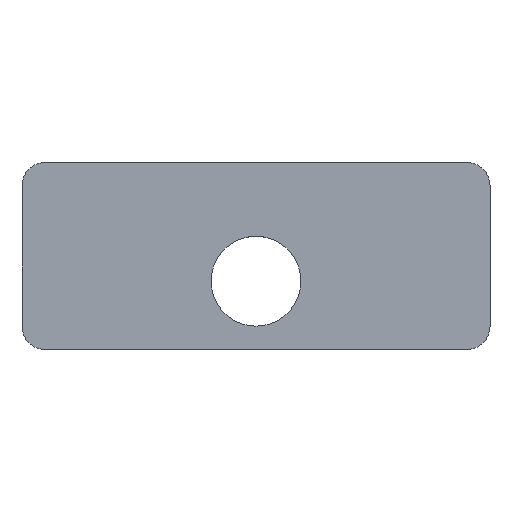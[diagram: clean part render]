
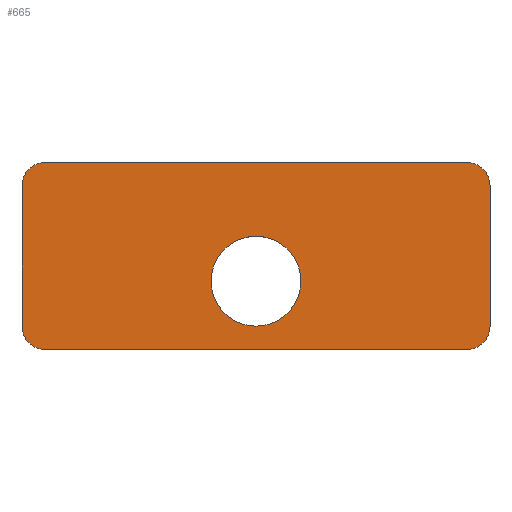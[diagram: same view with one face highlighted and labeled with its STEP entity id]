
A CAD part, top view. The second image highlights one B-rep face of the part: STEP entity #665.
In plain terms, the highlighted planar face has unit normal (0, 0, 1).
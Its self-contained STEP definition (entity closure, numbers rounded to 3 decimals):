
#251 = EDGE_CURVE('',#252,#254,#256,.T.);
#252 = VERTEX_POINT('',#253);
#253 = CARTESIAN_POINT('',(5.,0.,9.));
#254 = VERTEX_POINT('',#255);
#255 = CARTESIAN_POINT('',(95.,0.,9.));
#256 = LINE('',#257,#258);
#257 = CARTESIAN_POINT('',(0.,0.,9.));
#258 = VECTOR('',#259,1.);
#259 = DIRECTION('',(1.,0.,0.));
#348 = EDGE_CURVE('',#349,#252,#351,.T.);
#349 = VERTEX_POINT('',#350);
#350 = CARTESIAN_POINT('',(0.,5.,9.));
#351 = CIRCLE('',#352,5.);
#352 = AXIS2_PLACEMENT_3D('',#353,#354,#355);
#353 = CARTESIAN_POINT('',(5.,5.,9.));
#354 = DIRECTION('',(-0.,0.,1.));
#355 = DIRECTION('',(0.,-1.,0.));
#420 = EDGE_CURVE('',#349,#421,#423,.T.);
#421 = VERTEX_POINT('',#422);
#422 = CARTESIAN_POINT('',(0.,35.,9.));
#423 = LINE('',#424,#425);
#424 = CARTESIAN_POINT('',(0.,0.,9.));
#425 = VECTOR('',#426,1.);
#426 = DIRECTION('',(0.,1.,0.));
#446 = VERTEX_POINT('',#447);
#447 = CARTESIAN_POINT('',(5.,40.,9.));
#453 = EDGE_CURVE('',#421,#446,#454,.T.);
#454 = CIRCLE('',#455,5.);
#455 = AXIS2_PLACEMENT_3D('',#456,#457,#458);
#456 = CARTESIAN_POINT('',(5.,35.,9.));
#457 = DIRECTION('',(-0.,-0.,-1.));
#458 = DIRECTION('',(0.,-1.,0.));
#471 = VERTEX_POINT('',#472);
#472 = CARTESIAN_POINT('',(100.,5.,9.));
#478 = EDGE_CURVE('',#254,#471,#479,.T.);
#479 = CIRCLE('',#480,5.);
#480 = AXIS2_PLACEMENT_3D('',#481,#482,#483);
#481 = CARTESIAN_POINT('',(95.,5.,9.));
#482 = DIRECTION('',(-0.,0.,1.));
#483 = DIRECTION('',(0.,-1.,0.));
#496 = EDGE_CURVE('',#446,#497,#499,.T.);
#497 = VERTEX_POINT('',#498);
#498 = CARTESIAN_POINT('',(95.,40.,9.));
#499 = LINE('',#500,#501);
#500 = CARTESIAN_POINT('',(0.,40.,9.));
#501 = VECTOR('',#502,1.);
#502 = DIRECTION('',(1.,0.,0.));
#518 = EDGE_CURVE('',#471,#519,#521,.T.);
#519 = VERTEX_POINT('',#520);
#520 = CARTESIAN_POINT('',(100.,35.,9.));
#521 = LINE('',#522,#523);
#522 = CARTESIAN_POINT('',(100.,0.,9.));
#523 = VECTOR('',#524,1.);
#524 = DIRECTION('',(0.,1.,0.));
#544 = EDGE_CURVE('',#497,#519,#545,.T.);
#545 = CIRCLE('',#546,5.);
#546 = AXIS2_PLACEMENT_3D('',#547,#548,#549);
#547 = CARTESIAN_POINT('',(95.,35.,9.));
#548 = DIRECTION('',(-0.,-0.,-1.));
#549 = DIRECTION('',(0.,-1.,0.));
#665 = ADVANCED_FACE('',(#666,#676),#687,.T.);
#666 = FACE_BOUND('',#667,.T.);
#667 = EDGE_LOOP('',(#668,#669,#670,#671,#672,#673,#674,#675));
#668 = ORIENTED_EDGE('',*,*,#496,.F.);
#669 = ORIENTED_EDGE('',*,*,#453,.F.);
#670 = ORIENTED_EDGE('',*,*,#420,.F.);
#671 = ORIENTED_EDGE('',*,*,#348,.T.);
#672 = ORIENTED_EDGE('',*,*,#251,.T.);
#673 = ORIENTED_EDGE('',*,*,#478,.T.);
#674 = ORIENTED_EDGE('',*,*,#518,.T.);
#675 = ORIENTED_EDGE('',*,*,#544,.F.);
#676 = FACE_BOUND('',#677,.T.);
#677 = EDGE_LOOP('',(#678));
#678 = ORIENTED_EDGE('',*,*,#679,.F.);
#679 = EDGE_CURVE('',#680,#680,#682,.T.);
#680 = VERTEX_POINT('',#681);
#681 = CARTESIAN_POINT('',(59.6,14.6,9.));
#682 = CIRCLE('',#683,9.6);
#683 = AXIS2_PLACEMENT_3D('',#684,#685,#686);
#684 = CARTESIAN_POINT('',(50.,14.6,9.));
#685 = DIRECTION('',(0.,0.,1.));
#686 = DIRECTION('',(1.,0.,0.));
#687 = PLANE('',#688);
#688 = AXIS2_PLACEMENT_3D('',#689,#690,#691);
#689 = CARTESIAN_POINT('',(0.,0.,9.));
#690 = DIRECTION('',(0.,0.,1.));
#691 = DIRECTION('',(1.,0.,0.));
